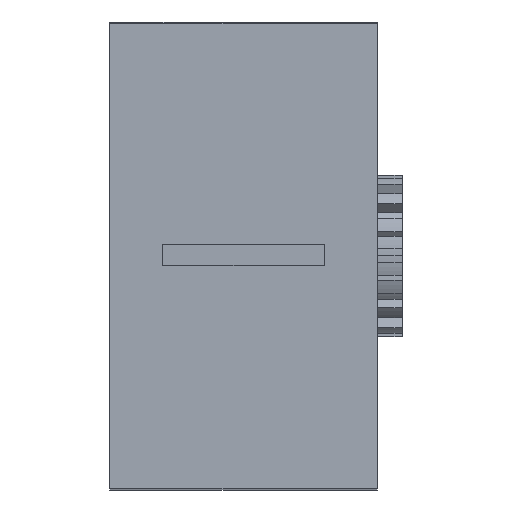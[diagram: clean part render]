
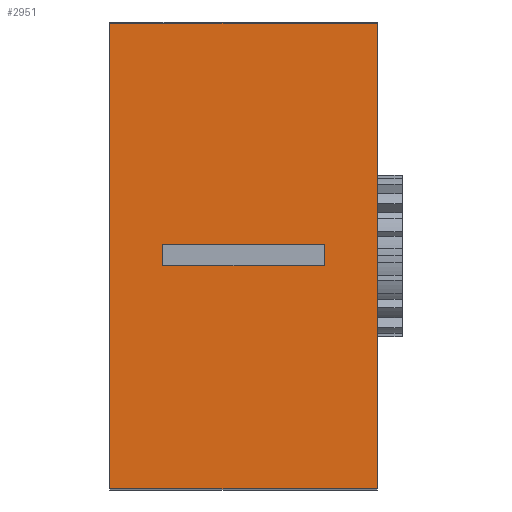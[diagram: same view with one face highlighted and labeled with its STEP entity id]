
A CAD part, top view. The second image highlights one B-rep face of the part: STEP entity #2951.
In plain terms, the highlighted planar face has unit normal (0, 0, 1).
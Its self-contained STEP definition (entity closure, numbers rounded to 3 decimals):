
#524 = EDGE_CURVE ( 'NONE', #4871, #709, #3068, .T. ) ;
#578 = ORIENTED_EDGE ( 'NONE', *, *, #5464, .F. ) ;
#624 = CARTESIAN_POINT ( 'NONE',  ( -32.25, 112.2, 80. ) ) ;
#709 = VERTEX_POINT ( 'NONE', #4064 ) ;
#749 = ORIENTED_EDGE ( 'NONE', *, *, #524, .T. ) ;
#930 = LINE ( 'NONE', #3644, #4097 ) ;
#957 = CARTESIAN_POINT ( 'NONE',  ( 32.25, 112.2, 80. ) ) ;
#1052 = VERTEX_POINT ( 'NONE', #4473 ) ;
#1144 = FACE_BOUND ( 'NONE', #4704, .T. ) ;
#1203 = EDGE_CURVE ( 'NONE', #4871, #1309, #3515, .T. ) ;
#1309 = VERTEX_POINT ( 'NONE', #1560 ) ;
#1331 = AXIS2_PLACEMENT_3D ( 'NONE', #5920, #3469, #2770 ) ;
#1343 = EDGE_CURVE ( 'NONE', #6119, #2711, #3290, .T. ) ;
#1401 = ORIENTED_EDGE ( 'NONE', *, *, #1343, .T. ) ;
#1476 = CARTESIAN_POINT ( 'NONE',  ( 19.5, 58.75, 80. ) ) ;
#1560 = CARTESIAN_POINT ( 'NONE',  ( -19.5, 58.75, 80. ) ) ;
#1674 = CARTESIAN_POINT ( 'NONE',  ( -19.5, 58.75, 80. ) ) ;
#1735 = VECTOR ( 'NONE', #3494, 1000. ) ;
#1946 = LINE ( 'NONE', #7537, #5500 ) ;
#1993 = EDGE_LOOP ( 'NONE', ( #578, #5733, #1401, #4283 ) ) ;
#2226 = PLANE ( 'NONE',  #1331 ) ;
#2340 = DIRECTION ( 'NONE',  ( 0., -1., 0. ) ) ;
#2381 = CARTESIAN_POINT ( 'NONE',  ( -32.25, 0., 80. ) ) ;
#2711 = VERTEX_POINT ( 'NONE', #2381 ) ;
#2770 = DIRECTION ( 'NONE',  ( -1., 0., 0. ) ) ;
#2951 = ADVANCED_FACE ( 'NONE', ( #7672, #1144 ), #2226, .F. ) ;
#3005 = VERTEX_POINT ( 'NONE', #957 ) ;
#3021 = DIRECTION ( 'NONE',  ( 0., -1., 0. ) ) ;
#3068 = LINE ( 'NONE', #4006, #7932 ) ;
#3290 = LINE ( 'NONE', #5553, #5181 ) ;
#3459 = EDGE_CURVE ( 'NONE', #1309, #7003, #6394, .T. ) ;
#3469 = DIRECTION ( 'NONE',  ( 0., 0., -1. ) ) ;
#3480 = DIRECTION ( 'NONE',  ( 1., 0., 0. ) ) ;
#3494 = DIRECTION ( 'NONE',  ( -1., 0., 0. ) ) ;
#3515 = LINE ( 'NONE', #1674, #1735 ) ;
#3538 = EDGE_CURVE ( 'NONE', #709, #7003, #6587, .T. ) ;
#3644 = CARTESIAN_POINT ( 'NONE',  ( -32.25, 112.2, 80. ) ) ;
#3693 = DIRECTION ( 'NONE',  ( -1., 0., 0. ) ) ;
#3862 = DIRECTION ( 'NONE',  ( -1., 0., 0. ) ) ;
#4006 = CARTESIAN_POINT ( 'NONE',  ( 19.5, 58.75, 80. ) ) ;
#4064 = CARTESIAN_POINT ( 'NONE',  ( 19.5, 53.75, 80. ) ) ;
#4097 = VECTOR ( 'NONE', #3693, 1000. ) ;
#4283 = ORIENTED_EDGE ( 'NONE', *, *, #7504, .T. ) ;
#4473 = CARTESIAN_POINT ( 'NONE',  ( 32.25, 0., 80. ) ) ;
#4704 = EDGE_LOOP ( 'NONE', ( #6610, #7300, #749, #6190 ) ) ;
#4871 = VERTEX_POINT ( 'NONE', #1476 ) ;
#5181 = VECTOR ( 'NONE', #2340, 1000. ) ;
#5221 = VECTOR ( 'NONE', #3480, 1000. ) ;
#5464 = EDGE_CURVE ( 'NONE', #3005, #1052, #1946, .T. ) ;
#5500 = VECTOR ( 'NONE', #3021, 1000. ) ;
#5553 = CARTESIAN_POINT ( 'NONE',  ( -32.25, 112.5, 80. ) ) ;
#5733 = ORIENTED_EDGE ( 'NONE', *, *, #6713, .T. ) ;
#5891 = VECTOR ( 'NONE', #3862, 1000. ) ;
#5920 = CARTESIAN_POINT ( 'NONE',  ( -32.25, 112.5, 80. ) ) ;
#6119 = VERTEX_POINT ( 'NONE', #624 ) ;
#6190 = ORIENTED_EDGE ( 'NONE', *, *, #3538, .T. ) ;
#6293 = DIRECTION ( 'NONE',  ( 0., -1., 0. ) ) ;
#6369 = CARTESIAN_POINT ( 'NONE',  ( -19.5, 58.75, 80. ) ) ;
#6394 = LINE ( 'NONE', #6369, #6993 ) ;
#6518 = DIRECTION ( 'NONE',  ( 0., -1., 0. ) ) ;
#6585 = CARTESIAN_POINT ( 'NONE',  ( -19.5, 53.75, 80. ) ) ;
#6587 = LINE ( 'NONE', #7755, #5891 ) ;
#6602 = CARTESIAN_POINT ( 'NONE',  ( -32.25, 0., 80. ) ) ;
#6610 = ORIENTED_EDGE ( 'NONE', *, *, #3459, .F. ) ;
#6713 = EDGE_CURVE ( 'NONE', #3005, #6119, #930, .T. ) ;
#6993 = VECTOR ( 'NONE', #6293, 1000. ) ;
#7003 = VERTEX_POINT ( 'NONE', #6585 ) ;
#7203 = LINE ( 'NONE', #6602, #5221 ) ;
#7300 = ORIENTED_EDGE ( 'NONE', *, *, #1203, .F. ) ;
#7504 = EDGE_CURVE ( 'NONE', #2711, #1052, #7203, .T. ) ;
#7537 = CARTESIAN_POINT ( 'NONE',  ( 32.25, 112.5, 80. ) ) ;
#7672 = FACE_OUTER_BOUND ( 'NONE', #1993, .T. ) ;
#7755 = CARTESIAN_POINT ( 'NONE',  ( -19.5, 53.75, 80. ) ) ;
#7932 = VECTOR ( 'NONE', #6518, 1000. ) ;
